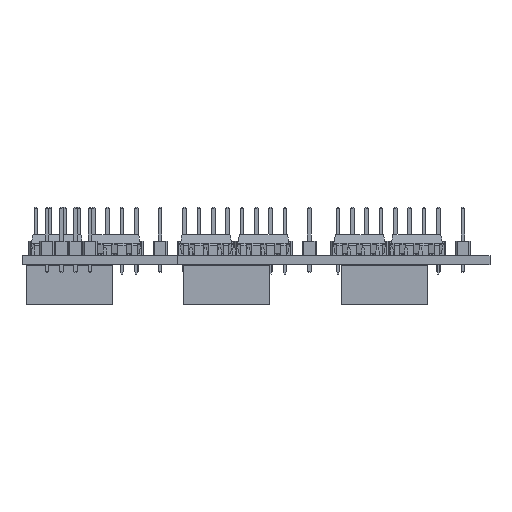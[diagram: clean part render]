
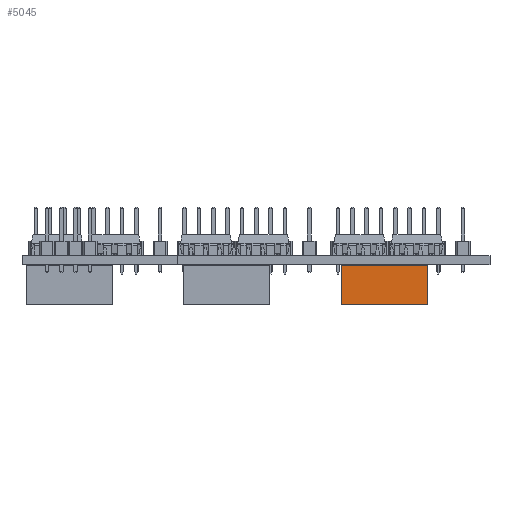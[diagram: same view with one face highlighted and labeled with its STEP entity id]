
A CAD part, left-side view. The second image highlights one B-rep face of the part: STEP entity #5045.
In plain terms, the highlighted face is planar.
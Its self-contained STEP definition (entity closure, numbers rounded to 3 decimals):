
#5045 = ADVANCED_FACE('',(#5046),#5060,.F.);
#5046 = FACE_BOUND('',#5047,.F.);
#5047 = EDGE_LOOP('',(#5048,#5083,#5111,#5139));
#5048 = ORIENTED_EDGE('',*,*,#5049,.T.);
#5049 = EDGE_CURVE('',#5050,#5052,#5054,.T.);
#5050 = VERTEX_POINT('',#5051);
#5051 = CARTESIAN_POINT('',(1.27,-13.97,0.));
#5052 = VERTEX_POINT('',#5053);
#5053 = CARTESIAN_POINT('',(1.27,-13.97,7.));
#5054 = SURFACE_CURVE('',#5055,(#5059,#5071),.PCURVE_S1.);
#5055 = LINE('',#5056,#5057);
#5056 = CARTESIAN_POINT('',(1.27,-13.97,0.));
#5057 = VECTOR('',#5058,1.);
#5058 = DIRECTION('',(0.,0.,1.));
#5059 = PCURVE('',#5060,#5065);
#5060 = PLANE('',#5061);
#5061 = AXIS2_PLACEMENT_3D('',#5062,#5063,#5064);
#5062 = CARTESIAN_POINT('',(1.27,-13.97,0.));
#5063 = DIRECTION('',(-1.,0.,0.));
#5064 = DIRECTION('',(0.,1.,0.));
#5065 = DEFINITIONAL_REPRESENTATION('',(#5066),#5070);
#5066 = LINE('',#5067,#5068);
#5067 = CARTESIAN_POINT('',(0.,0.));
#5068 = VECTOR('',#5069,1.);
#5069 = DIRECTION('',(0.,-1.));
#5070 = ( GEOMETRIC_REPRESENTATION_CONTEXT(2) 
PARAMETRIC_REPRESENTATION_CONTEXT() REPRESENTATION_CONTEXT('2D SPACE',''
  ) );
#5071 = PCURVE('',#5072,#5077);
#5072 = PLANE('',#5073);
#5073 = AXIS2_PLACEMENT_3D('',#5074,#5075,#5076);
#5074 = CARTESIAN_POINT('',(-3.81,-13.97,0.));
#5075 = DIRECTION('',(0.,1.,0.));
#5076 = DIRECTION('',(1.,0.,0.));
#5077 = DEFINITIONAL_REPRESENTATION('',(#5078),#5082);
#5078 = LINE('',#5079,#5080);
#5079 = CARTESIAN_POINT('',(5.08,0.));
#5080 = VECTOR('',#5081,1.);
#5081 = DIRECTION('',(0.,-1.));
#5082 = ( GEOMETRIC_REPRESENTATION_CONTEXT(2) 
PARAMETRIC_REPRESENTATION_CONTEXT() REPRESENTATION_CONTEXT('2D SPACE',''
  ) );
#5083 = ORIENTED_EDGE('',*,*,#5084,.T.);
#5084 = EDGE_CURVE('',#5052,#5085,#5087,.T.);
#5085 = VERTEX_POINT('',#5086);
#5086 = CARTESIAN_POINT('',(1.27,1.27,7.));
#5087 = SURFACE_CURVE('',#5088,(#5092,#5099),.PCURVE_S1.);
#5088 = LINE('',#5089,#5090);
#5089 = CARTESIAN_POINT('',(1.27,-13.97,7.));
#5090 = VECTOR('',#5091,1.);
#5091 = DIRECTION('',(0.,1.,0.));
#5092 = PCURVE('',#5060,#5093);
#5093 = DEFINITIONAL_REPRESENTATION('',(#5094),#5098);
#5094 = LINE('',#5095,#5096);
#5095 = CARTESIAN_POINT('',(0.,-7.));
#5096 = VECTOR('',#5097,1.);
#5097 = DIRECTION('',(1.,0.));
#5098 = ( GEOMETRIC_REPRESENTATION_CONTEXT(2) 
PARAMETRIC_REPRESENTATION_CONTEXT() REPRESENTATION_CONTEXT('2D SPACE',''
  ) );
#5099 = PCURVE('',#5100,#5105);
#5100 = PLANE('',#5101);
#5101 = AXIS2_PLACEMENT_3D('',#5102,#5103,#5104);
#5102 = CARTESIAN_POINT('',(1.27,-13.97,7.));
#5103 = DIRECTION('',(-0.,0.,-1.));
#5104 = DIRECTION('',(0.,-1.,-0.));
#5105 = DEFINITIONAL_REPRESENTATION('',(#5106),#5110);
#5106 = LINE('',#5107,#5108);
#5107 = CARTESIAN_POINT('',(0.,0.));
#5108 = VECTOR('',#5109,1.);
#5109 = DIRECTION('',(-1.,0.));
#5110 = ( GEOMETRIC_REPRESENTATION_CONTEXT(2) 
PARAMETRIC_REPRESENTATION_CONTEXT() REPRESENTATION_CONTEXT('2D SPACE',''
  ) );
#5111 = ORIENTED_EDGE('',*,*,#5112,.F.);
#5112 = EDGE_CURVE('',#5113,#5085,#5115,.T.);
#5113 = VERTEX_POINT('',#5114);
#5114 = CARTESIAN_POINT('',(1.27,1.27,0.));
#5115 = SURFACE_CURVE('',#5116,(#5120,#5127),.PCURVE_S1.);
#5116 = LINE('',#5117,#5118);
#5117 = CARTESIAN_POINT('',(1.27,1.27,0.));
#5118 = VECTOR('',#5119,1.);
#5119 = DIRECTION('',(0.,0.,1.));
#5120 = PCURVE('',#5060,#5121);
#5121 = DEFINITIONAL_REPRESENTATION('',(#5122),#5126);
#5122 = LINE('',#5123,#5124);
#5123 = CARTESIAN_POINT('',(15.24,0.));
#5124 = VECTOR('',#5125,1.);
#5125 = DIRECTION('',(0.,-1.));
#5126 = ( GEOMETRIC_REPRESENTATION_CONTEXT(2) 
PARAMETRIC_REPRESENTATION_CONTEXT() REPRESENTATION_CONTEXT('2D SPACE',''
  ) );
#5127 = PCURVE('',#5128,#5133);
#5128 = PLANE('',#5129);
#5129 = AXIS2_PLACEMENT_3D('',#5130,#5131,#5132);
#5130 = CARTESIAN_POINT('',(1.27,1.27,0.));
#5131 = DIRECTION('',(0.,-1.,0.));
#5132 = DIRECTION('',(-1.,0.,0.));
#5133 = DEFINITIONAL_REPRESENTATION('',(#5134),#5138);
#5134 = LINE('',#5135,#5136);
#5135 = CARTESIAN_POINT('',(0.,0.));
#5136 = VECTOR('',#5137,1.);
#5137 = DIRECTION('',(0.,-1.));
#5138 = ( GEOMETRIC_REPRESENTATION_CONTEXT(2) 
PARAMETRIC_REPRESENTATION_CONTEXT() REPRESENTATION_CONTEXT('2D SPACE',''
  ) );
#5139 = ORIENTED_EDGE('',*,*,#5140,.F.);
#5140 = EDGE_CURVE('',#5050,#5113,#5141,.T.);
#5141 = SURFACE_CURVE('',#5142,(#5146,#5153),.PCURVE_S1.);
#5142 = LINE('',#5143,#5144);
#5143 = CARTESIAN_POINT('',(1.27,-13.97,0.));
#5144 = VECTOR('',#5145,1.);
#5145 = DIRECTION('',(0.,1.,0.));
#5146 = PCURVE('',#5060,#5147);
#5147 = DEFINITIONAL_REPRESENTATION('',(#5148),#5152);
#5148 = LINE('',#5149,#5150);
#5149 = CARTESIAN_POINT('',(0.,0.));
#5150 = VECTOR('',#5151,1.);
#5151 = DIRECTION('',(1.,0.));
#5152 = ( GEOMETRIC_REPRESENTATION_CONTEXT(2) 
PARAMETRIC_REPRESENTATION_CONTEXT() REPRESENTATION_CONTEXT('2D SPACE',''
  ) );
#5153 = PCURVE('',#5154,#5159);
#5154 = PLANE('',#5155);
#5155 = AXIS2_PLACEMENT_3D('',#5156,#5157,#5158);
#5156 = CARTESIAN_POINT('',(1.27,-13.97,0.));
#5157 = DIRECTION('',(-0.,0.,-1.));
#5158 = DIRECTION('',(0.,-1.,-0.));
#5159 = DEFINITIONAL_REPRESENTATION('',(#5160),#5164);
#5160 = LINE('',#5161,#5162);
#5161 = CARTESIAN_POINT('',(0.,0.));
#5162 = VECTOR('',#5163,1.);
#5163 = DIRECTION('',(-1.,0.));
#5164 = ( GEOMETRIC_REPRESENTATION_CONTEXT(2) 
PARAMETRIC_REPRESENTATION_CONTEXT() REPRESENTATION_CONTEXT('2D SPACE',''
  ) );
